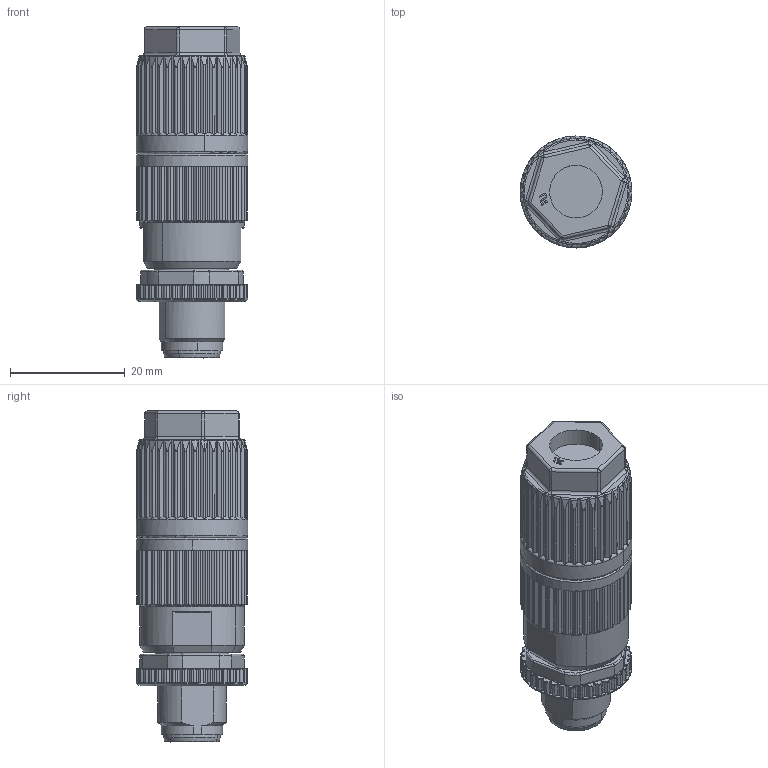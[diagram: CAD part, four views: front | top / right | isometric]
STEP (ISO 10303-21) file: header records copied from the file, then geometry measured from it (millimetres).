
FILE_DESCRIPTION(('CATIA V5 STEP Exchange','CAx-IF Rec.Pracs.--- Model Styling and Organization---1.4--- 2014-01-23'),'2;1');
FILE_NAME ('024227-1_0', '2021-01-11T15:36:37+00:00', ('none'), ('Weidmueller'), 'CATIA Version 5-6 Release 2016 SP3 HF44', 'CATIA V5 STEP AP214', 'none');
FILE_SCHEMA(('AUTOMOTIVE_DESIGN { 1 0 10303 214 1 1 1 1 }'));
Length unit declared in the file: millimetre
Products named in the file (1): 1864730000
Bounding box: 19.5 x 19.5 x 57.91 mm (x, y, z)
Volume: 13038.9 mm3; surface area: 4763.4 mm2
Topology: 5 solids, 5 shells, 1024 faces, 3242 edges, 2236 vertices
Faces by surface type: plane 400, cylinder 392, bspline 174, cone 56, torus 2
Entity records: 39628 total; most frequent: CARTESIAN_POINT 15174, ORIENTED_EDGE 6448, DIRECTION 3281, EDGE_CURVE 3224, VERTEX_POINT 2236, AXIS2_PLACEMENT_3D 1301, B_SPLINE_CURVE_WITH_KNOTS 1182, VECTOR 1154
